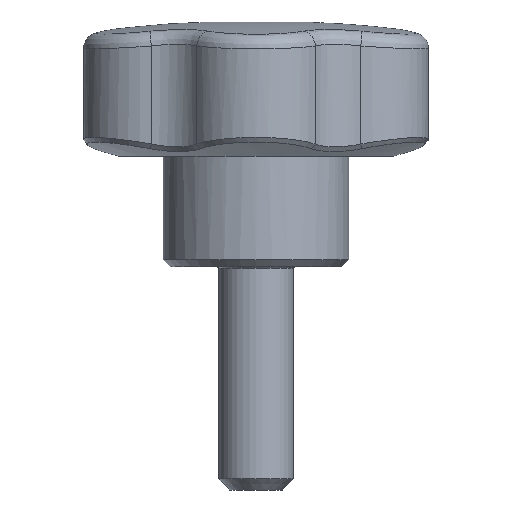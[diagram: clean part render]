
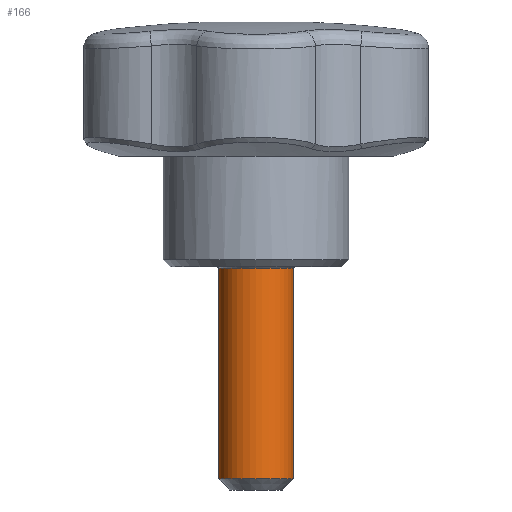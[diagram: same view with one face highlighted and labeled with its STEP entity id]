
A CAD part, front view. The second image highlights one B-rep face of the part: STEP entity #166.
In plain terms, the highlighted cylindrical face has radius 5 mm (diameter 10 mm), a full revolution.
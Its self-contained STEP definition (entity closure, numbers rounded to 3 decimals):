
#166 = ADVANCED_FACE( '', ( #369, #370 ), #371, .T. );
#369 = FACE_OUTER_BOUND( '', #2381, .T. );
#370 = FACE_OUTER_BOUND( '', #2382, .T. );
#371 = CYLINDRICAL_SURFACE( '', #2383, 5. );
#2381 = EDGE_LOOP( '', ( #3815 ) );
#2382 = EDGE_LOOP( '', ( #3816 ) );
#2383 = AXIS2_PLACEMENT_3D( '', #3817, #3818, #3819 );
#3815 = ORIENTED_EDGE( '', *, *, #4202, .T. );
#3816 = ORIENTED_EDGE( '', *, *, #4137, .T. );
#3817 = CARTESIAN_POINT( '', ( 0., 0., -87. ) );
#3818 = DIRECTION( '', ( 0., 0., -1. ) );
#3819 = DIRECTION( '', ( 1., 0., 0. ) );
#4137 = EDGE_CURVE( '', #4380, #4380, #4381, .T. );
#4202 = EDGE_CURVE( '', #4491, #4491, #4492, .F. );
#4380 = VERTEX_POINT( '', #4728 );
#4381 = CIRCLE( '', #4729, 5. );
#4491 = VERTEX_POINT( '', #5622 );
#4492 = CIRCLE( '', #5623, 5. );
#4728 = CARTESIAN_POINT( '', ( 5., 0., -28.5 ) );
#4729 = AXIS2_PLACEMENT_3D( '', #7095, #7096, #7097 );
#5622 = CARTESIAN_POINT( '', ( 5., 0., -0.2 ) );
#5623 = AXIS2_PLACEMENT_3D( '', #7143, #7144, #7145 );
#7095 = CARTESIAN_POINT( '', ( 0., 0., -28.5 ) );
#7096 = DIRECTION( '', ( 0., 0., 1. ) );
#7097 = DIRECTION( '', ( 1., 0., 0. ) );
#7143 = CARTESIAN_POINT( '', ( 0., 0., -0.2 ) );
#7144 = DIRECTION( '', ( 0., 0., 1. ) );
#7145 = DIRECTION( '', ( 1., 0., 0. ) );
